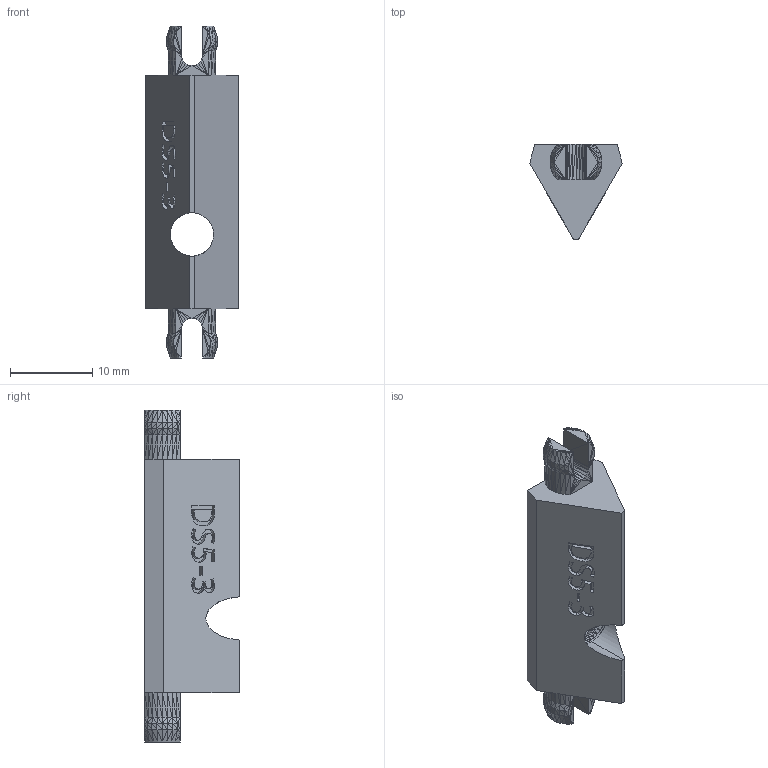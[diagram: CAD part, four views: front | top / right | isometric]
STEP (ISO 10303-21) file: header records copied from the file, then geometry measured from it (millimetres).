
FILE_DESCRIPTION (( 'STEP AP203' ), '1' );
FILE_NAME ('drive_shaft_5-3.step', '2023-09-10T03:19:49', ( '' ), ( '' ), 'SwSTEP 2.0', 'SolidWorks 2023', '' );
FILE_SCHEMA (( 'CONFIG_CONTROL_DESIGN' ));
Length unit declared in the file: millimetre
Products named in the file (1): drive_shaft_5-3
Bounding box: 11.23 x 11.5 x 40.3 mm (x, y, z)
Volume: 2161.4 mm3; surface area: 1647.5 mm2
Topology: 3 solids, 3 shells, 988 faces, 1624 edges, 648 vertices
Faces by surface type: plane 943, bspline 41, cylinder 4
Entity records: 22809 total; most frequent: CARTESIAN_POINT 5652, DIRECTION 3474, ORIENTED_EDGE 3248, EDGE_CURVE 1624, VECTOR 1502, LINE 1502, EDGE_LOOP 996, FACE_OUTER_BOUND 988
